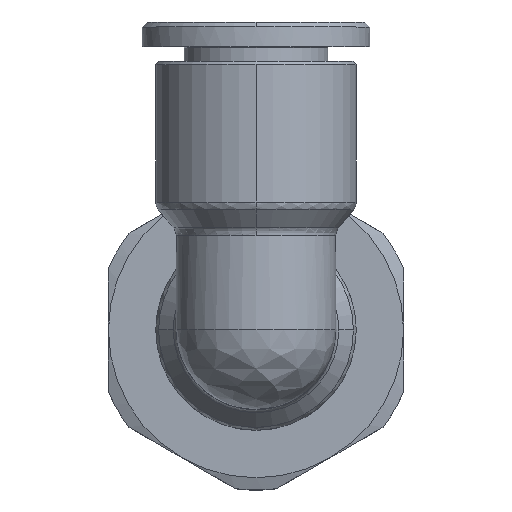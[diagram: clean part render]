
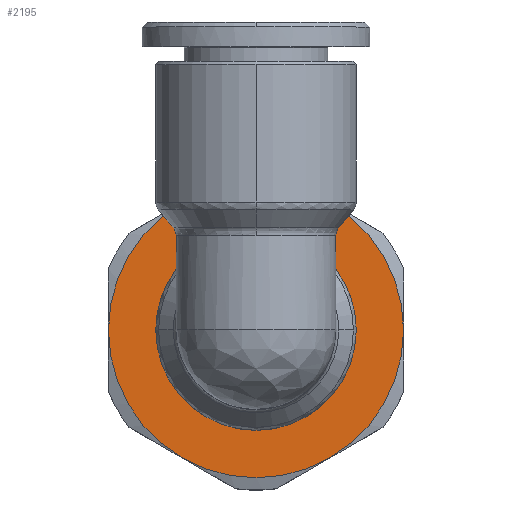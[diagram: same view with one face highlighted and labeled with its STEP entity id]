
A CAD part, top view. The second image highlights one B-rep face of the part: STEP entity #2195.
In plain terms, the highlighted planar face has unit normal (0, 0, 1).
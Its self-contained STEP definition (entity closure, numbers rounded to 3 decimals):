
#112 = VERTEX_POINT ( 'NONE', #13627 ) ;
#440 = DIRECTION ( 'NONE',  ( -1., 0., 0. ) ) ;
#496 = CARTESIAN_POINT ( 'NONE',  ( -9.233, 0., -30.3 ) ) ;
#519 = DIRECTION ( 'NONE',  ( 0., 0., 1. ) ) ;
#750 = CARTESIAN_POINT ( 'NONE',  ( 1.159, 6., -30.3 ) ) ;
#1013 = AXIS2_PLACEMENT_3D ( 'NONE', #12449, #2048, #8788 ) ;
#1123 = EDGE_CURVE ( 'NONE', #8420, #8321, #10057, .T. ) ;
#1224 = EDGE_CURVE ( 'NONE', #15885, #8420, #10883, .T. ) ;
#1440 = AXIS2_PLACEMENT_3D ( 'NONE', #9504, #10882, #5638 ) ;
#1524 = VERTEX_POINT ( 'NONE', #3791 ) ;
#1597 = DIRECTION ( 'NONE',  ( 0., 0., 1. ) ) ;
#1608 = CARTESIAN_POINT ( 'NONE',  ( -9.233, -2.8, -30.3 ) ) ;
#1853 = CIRCLE ( 'NONE', #2816, 12. ) ;
#2048 = DIRECTION ( 'NONE',  ( 0., 0., 1. ) ) ;
#2050 = CARTESIAN_POINT ( 'NONE',  ( -19.626, -6., -30.3 ) ) ;
#2195 = ADVANCED_FACE ( 'NONE', ( #13086, #16602 ), #5623, .T. ) ;
#2271 = AXIS2_PLACEMENT_3D ( 'NONE', #1608, #4148, #10703 ) ;
#2531 = EDGE_CURVE ( 'NONE', #8321, #9812, #1853, .T. ) ;
#2816 = AXIS2_PLACEMENT_3D ( 'NONE', #9469, #519, #6923 ) ;
#3043 = AXIS2_PLACEMENT_3D ( 'NONE', #8519, #13893, #12519 ) ;
#3334 = ORIENTED_EDGE ( 'NONE', *, *, #15861, .F. ) ;
#3354 = AXIS2_PLACEMENT_3D ( 'NONE', #8079, #5500, #4308 ) ;
#3360 = ORIENTED_EDGE ( 'NONE', *, *, #8543, .T. ) ;
#3506 = ORIENTED_EDGE ( 'NONE', *, *, #1224, .T. ) ;
#3646 = EDGE_CURVE ( 'NONE', #112, #1524, #8124, .T. ) ;
#3791 = CARTESIAN_POINT ( 'NONE',  ( 1.159, -6., -30.3 ) ) ;
#4137 = DIRECTION ( 'NONE',  ( -1., 0., 0. ) ) ;
#4148 = DIRECTION ( 'NONE',  ( 0., 0., 1. ) ) ;
#4308 = DIRECTION ( 'NONE',  ( -1., 0., 0. ) ) ;
#4694 = AXIS2_PLACEMENT_3D ( 'NONE', #496, #6902, #440 ) ;
#5500 = DIRECTION ( 'NONE',  ( 0., 0., 1. ) ) ;
#5537 = ORIENTED_EDGE ( 'NONE', *, *, #11957, .T. ) ;
#5623 = PLANE ( 'NONE',  #2271 ) ;
#5638 = DIRECTION ( 'NONE',  ( 0., -1., 0. ) ) ;
#6592 = ORIENTED_EDGE ( 'NONE', *, *, #3646, .T. ) ;
#6618 = CARTESIAN_POINT ( 'NONE',  ( -19.626, 6., -30.3 ) ) ;
#6822 = DIRECTION ( 'NONE',  ( 0., 0., 1. ) ) ;
#6861 = VERTEX_POINT ( 'NONE', #11857 ) ;
#6877 = DIRECTION ( 'NONE',  ( 0., -1., 0. ) ) ;
#6902 = DIRECTION ( 'NONE',  ( 0., 0., 1. ) ) ;
#6923 = DIRECTION ( 'NONE',  ( 0., 1., 0. ) ) ;
#7737 = CARTESIAN_POINT ( 'NONE',  ( -9.233, 8.15, -30.3 ) ) ;
#8079 = CARTESIAN_POINT ( 'NONE',  ( -9.233, 0., -30.3 ) ) ;
#8124 = CIRCLE ( 'NONE', #3043, 12. ) ;
#8244 = CIRCLE ( 'NONE', #1440, 8.15 ) ;
#8321 = VERTEX_POINT ( 'NONE', #6618 ) ;
#8380 = CIRCLE ( 'NONE', #12929, 8.15 ) ;
#8420 = VERTEX_POINT ( 'NONE', #16010 ) ;
#8448 = EDGE_CURVE ( 'NONE', #6861, #13881, #8244, .T. ) ;
#8519 = CARTESIAN_POINT ( 'NONE',  ( -9.233, 0., -30.3 ) ) ;
#8543 = EDGE_CURVE ( 'NONE', #9812, #112, #10695, .T. ) ;
#8788 = DIRECTION ( 'NONE',  ( -1., 0., 0. ) ) ;
#9469 = CARTESIAN_POINT ( 'NONE',  ( -9.233, 0., -30.3 ) ) ;
#9504 = CARTESIAN_POINT ( 'NONE',  ( -9.233, 0., -30.3 ) ) ;
#9812 = VERTEX_POINT ( 'NONE', #2050 ) ;
#10057 = CIRCLE ( 'NONE', #16503, 12. ) ;
#10695 = CIRCLE ( 'NONE', #4694, 12. ) ;
#10703 = DIRECTION ( 'NONE',  ( 1., 0., 0. ) ) ;
#10737 = ORIENTED_EDGE ( 'NONE', *, *, #2531, .T. ) ;
#10798 = CARTESIAN_POINT ( 'NONE',  ( -9.233, 0., -30.3 ) ) ;
#10882 = DIRECTION ( 'NONE',  ( 0., 0., 1. ) ) ;
#10883 = CIRCLE ( 'NONE', #3354, 12. ) ;
#11051 = CIRCLE ( 'NONE', #1013, 12. ) ;
#11857 = CARTESIAN_POINT ( 'NONE',  ( -9.233, -8.15, -30.3 ) ) ;
#11957 = EDGE_CURVE ( 'NONE', #1524, #15885, #11051, .T. ) ;
#12034 = ORIENTED_EDGE ( 'NONE', *, *, #8448, .F. ) ;
#12449 = CARTESIAN_POINT ( 'NONE',  ( -9.233, 0., -30.3 ) ) ;
#12519 = DIRECTION ( 'NONE',  ( -1., 0., 0. ) ) ;
#12929 = AXIS2_PLACEMENT_3D ( 'NONE', #13309, #1597, #6877 ) ;
#12998 = EDGE_LOOP ( 'NONE', ( #12034, #3334 ) ) ;
#13086 = FACE_BOUND ( 'NONE', #12998, .T. ) ;
#13309 = CARTESIAN_POINT ( 'NONE',  ( -9.233, 0., -30.3 ) ) ;
#13627 = CARTESIAN_POINT ( 'NONE',  ( -9.233, -12., -30.3 ) ) ;
#13881 = VERTEX_POINT ( 'NONE', #7737 ) ;
#13893 = DIRECTION ( 'NONE',  ( 0., 0., 1. ) ) ;
#14159 = ORIENTED_EDGE ( 'NONE', *, *, #1123, .T. ) ;
#15262 = EDGE_LOOP ( 'NONE', ( #6592, #5537, #3506, #14159, #10737, #3360 ) ) ;
#15861 = EDGE_CURVE ( 'NONE', #13881, #6861, #8380, .T. ) ;
#15885 = VERTEX_POINT ( 'NONE', #750 ) ;
#16010 = CARTESIAN_POINT ( 'NONE',  ( -9.233, 12., -30.3 ) ) ;
#16503 = AXIS2_PLACEMENT_3D ( 'NONE', #10798, #6822, #4137 ) ;
#16602 = FACE_OUTER_BOUND ( 'NONE', #15262, .T. ) ;
